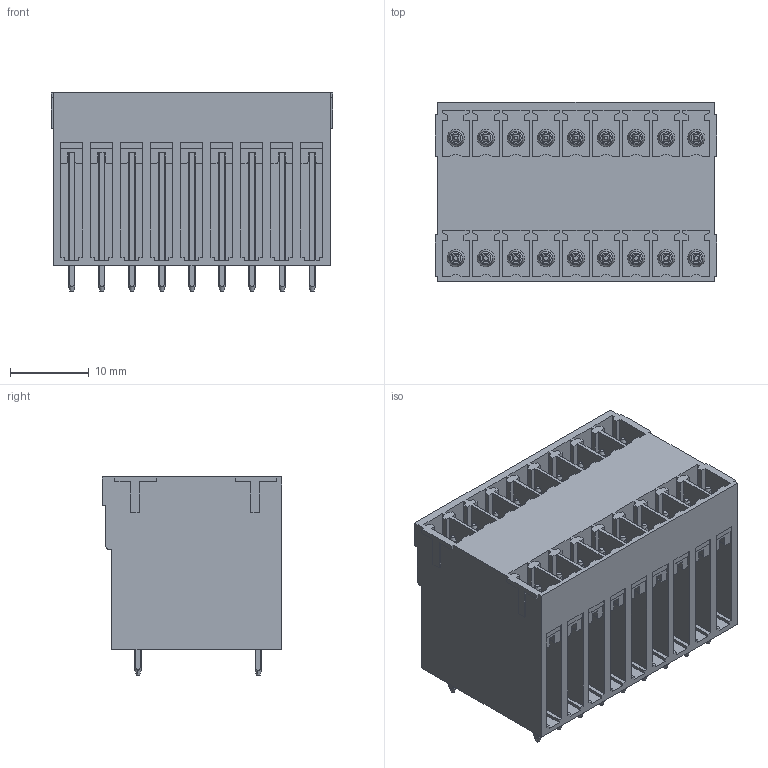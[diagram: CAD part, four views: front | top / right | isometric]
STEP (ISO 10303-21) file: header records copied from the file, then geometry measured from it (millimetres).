
FILE_DESCRIPTION(('CATIA V5 STEP Exchange','CAx-IF Rec.Pracs.--- Model Styling and Organization---1.2---2011-12-15'),'2;1');
FILE_NAME ('D1447178_0_1031030000_1031030000.stp','2018-10-06T04:35:19+00:00',('none'),('Weidmueller'),'CATIA Version 5-6 Release 2014','CATIA V5 STEP AP214','none');
FILE_SCHEMA(('AUTOMOTIVE_DESIGN { 1 0 10303 214 1 1 1 1 }'));
Length unit declared in the file: millimetre
Products named in the file (1): 1031030000
Bounding box: 35.68 x 22.7 x 25.1 mm (x, y, z)
Volume: 13692.2 mm3; surface area: 9423.4 mm2
Topology: 19 solids, 19 shells, 1043 faces, 2844 edges, 1884 vertices
Faces by surface type: plane 699, cylinder 200, cone 108, torus 36
Entity records: 33121 total; most frequent: CARTESIAN_POINT 9526, ORIENTED_EDGE 5688, DIRECTION 3459, EDGE_CURVE 2844, VECTOR 2012, LINE 2012, VERTEX_POINT 1884, EDGE_LOOP 1142
